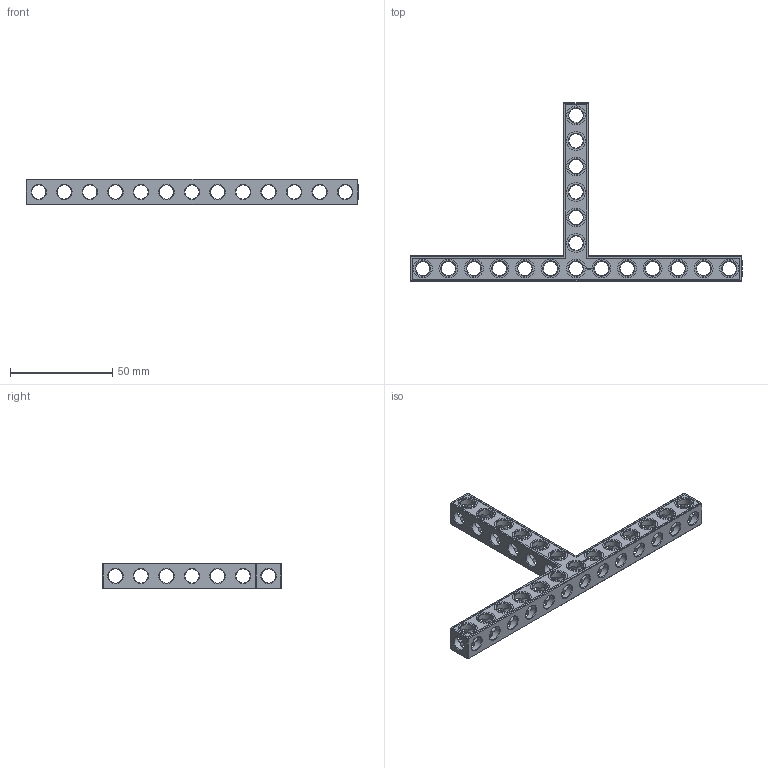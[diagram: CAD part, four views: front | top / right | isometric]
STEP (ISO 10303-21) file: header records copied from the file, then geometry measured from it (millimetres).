
FILE_DESCRIPTION(('FreeCAD Model'),'2;1');
FILE_NAME('Open CASCADE Shape Model','2022-01-28T12:44:51',( 'Paulo Kiefe'),('STEMFIE.org'),'Open CASCADE STEP processor 7.4', 'FreeCAD','Unknown');
FILE_SCHEMA(('AUTOMOTIVE_DESIGN { 1 0 10303 214 1 1 1 1 }'));
Products named in the file (1): Beam_TSH_SYM_ESS_BU13x07x01_-_SPN-BEM-1100_(stemfie.org)
Bounding box: 162.5 x 87.5 x 12.5 mm (x, y, z)
Volume: 18563.6 mm3; surface area: 16682.7 mm2
Topology: 1 solids, 1 shells, 718 faces, 2145 edges, 1405 vertices
Faces by surface type: plane 395, extrusion 130, cylinder 115, cone 78
Full cylindrical faces by diameter (mm): 6.98 x14, 7 x82, 9.2 x19
Entity records: 84762 total; most frequent: CARTESIAN_POINT 44516, DIRECTION 6509, VECTOR 4450, LINE 4320, ORIENTED_EDGE 4290, PCURVE 4290, DEFINITIONAL_REPRESENTATION 4290, EDGE_CURVE 2145
